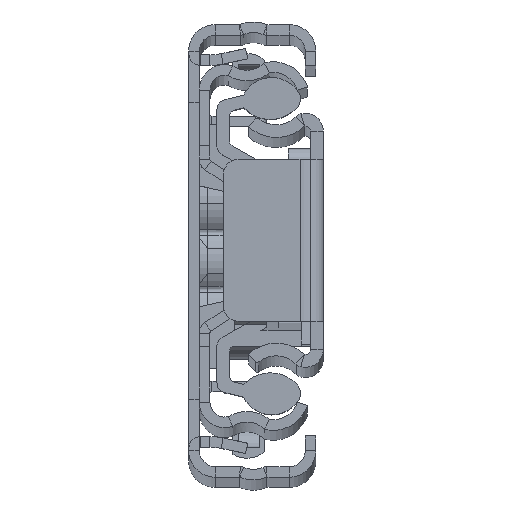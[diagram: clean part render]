
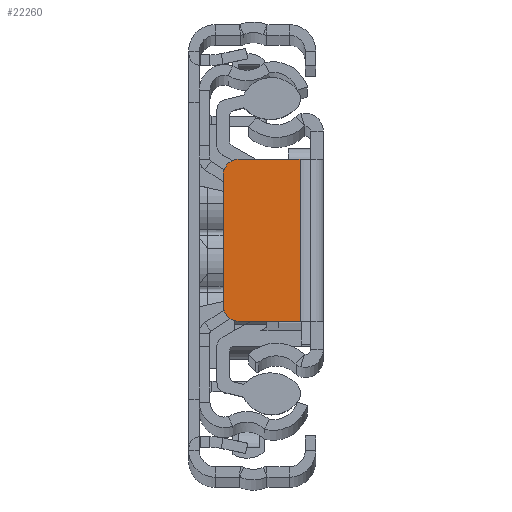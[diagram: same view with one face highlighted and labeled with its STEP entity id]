
A CAD part, top view. The second image highlights one B-rep face of the part: STEP entity #22260.
In plain terms, the highlighted planar face has unit normal (0, 0, 1).
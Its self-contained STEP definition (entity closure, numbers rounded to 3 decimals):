
#768 = VECTOR ( 'NONE', #12388, 1000. ) ;
#902 = CARTESIAN_POINT ( 'NONE',  ( -7.95, 6.15, 0. ) ) ;
#1199 = LINE ( 'NONE', #4692, #7296 ) ;
#1243 = DIRECTION ( 'NONE',  ( 1., 0., 0. ) ) ;
#2003 = FACE_OUTER_BOUND ( 'NONE', #10951, .T. ) ;
#2356 = ORIENTED_EDGE ( 'NONE', *, *, #8006, .F. ) ;
#3012 = CIRCLE ( 'NONE', #7731, 1.5 ) ;
#3945 = CIRCLE ( 'NONE', #11146, 1.5 ) ;
#4692 = CARTESIAN_POINT ( 'NONE',  ( -2.2, -7.65, 0. ) ) ;
#5254 = CARTESIAN_POINT ( 'NONE',  ( -2.2, 7.65, 0. ) ) ;
#5638 = VECTOR ( 'NONE', #7266, 1000. ) ;
#6307 = VERTEX_POINT ( 'NONE', #5254 ) ;
#6405 = CARTESIAN_POINT ( 'NONE',  ( -2.2, -7.65, 0. ) ) ;
#7001 = DIRECTION ( 'NONE',  ( -1., 0., 0. ) ) ;
#7266 = DIRECTION ( 'NONE',  ( 0., -1., 0. ) ) ;
#7296 = VECTOR ( 'NONE', #20237, 1000. ) ;
#7445 = DIRECTION ( 'NONE',  ( 0., 0., 1. ) ) ;
#7450 = ORIENTED_EDGE ( 'NONE', *, *, #13304, .T. ) ;
#7613 = EDGE_CURVE ( 'NONE', #6307, #10390, #17795, .T. ) ;
#7731 = AXIS2_PLACEMENT_3D ( 'NONE', #902, #19943, #18043 ) ;
#7825 = VECTOR ( 'NONE', #1243, 1000. ) ;
#8006 = EDGE_CURVE ( 'NONE', #6307, #13734, #1199, .T. ) ;
#8907 = CARTESIAN_POINT ( 'NONE',  ( 0., 0., 0. ) ) ;
#9785 = CARTESIAN_POINT ( 'NONE',  ( -7.95, -7.65, 0. ) ) ;
#9829 = LINE ( 'NONE', #16696, #7825 ) ;
#10390 = VERTEX_POINT ( 'NONE', #13652 ) ;
#10814 = CARTESIAN_POINT ( 'NONE',  ( -7.95, -6.15, 0. ) ) ;
#10951 = EDGE_LOOP ( 'NONE', ( #14449, #17408, #17267, #2356, #11406, #7450 ) ) ;
#11096 = EDGE_CURVE ( 'NONE', #12074, #16907, #17291, .T. ) ;
#11146 = AXIS2_PLACEMENT_3D ( 'NONE', #10814, #7445, #7001 ) ;
#11406 = ORIENTED_EDGE ( 'NONE', *, *, #7613, .T. ) ;
#12074 = VERTEX_POINT ( 'NONE', #12730 ) ;
#12388 = DIRECTION ( 'NONE',  ( -1., 0., 0. ) ) ;
#12730 = CARTESIAN_POINT ( 'NONE',  ( -9.45, 6.15, 0. ) ) ;
#13304 = EDGE_CURVE ( 'NONE', #10390, #12074, #3012, .T. ) ;
#13652 = CARTESIAN_POINT ( 'NONE',  ( -7.95, 7.65, 0. ) ) ;
#13734 = VERTEX_POINT ( 'NONE', #6405 ) ;
#14449 = ORIENTED_EDGE ( 'NONE', *, *, #11096, .T. ) ;
#15480 = CARTESIAN_POINT ( 'NONE',  ( -9.45, 0., 0. ) ) ;
#15992 = PLANE ( 'NONE',  #21180 ) ;
#16333 = EDGE_CURVE ( 'NONE', #20065, #13734, #9829, .T. ) ;
#16696 = CARTESIAN_POINT ( 'NONE',  ( 0., -7.65, 0. ) ) ;
#16907 = VERTEX_POINT ( 'NONE', #21335 ) ;
#17267 = ORIENTED_EDGE ( 'NONE', *, *, #16333, .T. ) ;
#17291 = LINE ( 'NONE', #15480, #5638 ) ;
#17408 = ORIENTED_EDGE ( 'NONE', *, *, #18128, .T. ) ;
#17695 = DIRECTION ( 'NONE',  ( 0., 0., -1. ) ) ;
#17795 = LINE ( 'NONE', #21372, #768 ) ;
#18043 = DIRECTION ( 'NONE',  ( -1., 0., 0. ) ) ;
#18128 = EDGE_CURVE ( 'NONE', #16907, #20065, #3945, .T. ) ;
#19943 = DIRECTION ( 'NONE',  ( 0., 0., 1. ) ) ;
#20065 = VERTEX_POINT ( 'NONE', #9785 ) ;
#20237 = DIRECTION ( 'NONE',  ( 0., -1., 0. ) ) ;
#21161 = DIRECTION ( 'NONE',  ( -1., 0., 0. ) ) ;
#21180 = AXIS2_PLACEMENT_3D ( 'NONE', #8907, #17695, #21161 ) ;
#21335 = CARTESIAN_POINT ( 'NONE',  ( -9.45, -6.15, 0. ) ) ;
#21372 = CARTESIAN_POINT ( 'NONE',  ( 0., 7.65, 0. ) ) ;
#22260 = ADVANCED_FACE ( 'NONE', ( #2003 ), #15992, .F. ) ;
